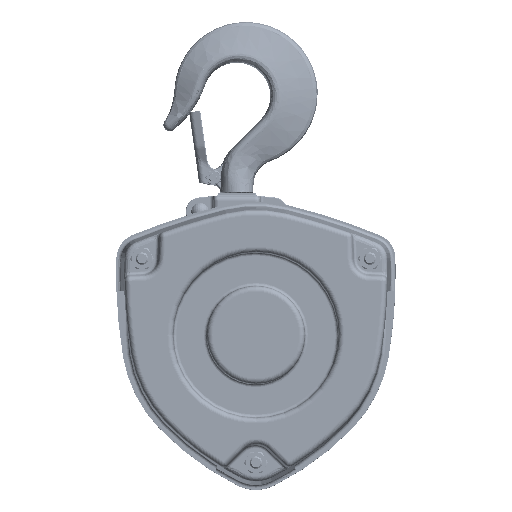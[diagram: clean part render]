
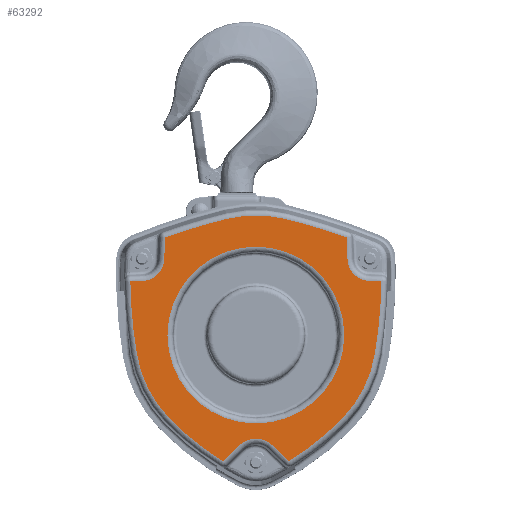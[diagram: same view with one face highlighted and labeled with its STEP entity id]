
A CAD part, top view. The second image highlights one B-rep face of the part: STEP entity #63292.
In plain terms, the highlighted planar face has unit normal (0, 0, 1).
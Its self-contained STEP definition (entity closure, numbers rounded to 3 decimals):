
#5522=LINE($,#93004,#8897);
#5523=LINE($,#93006,#8898);
#5524=LINE($,#93009,#8899);
#5525=LINE($,#93011,#8900);
#5526=LINE($,#93015,#8901);
#5527=LINE($,#93023,#8902);
#8897=VECTOR($,#75128,7.87);
#8898=VECTOR($,#75129,14.265);
#8899=VECTOR($,#75132,14.265);
#8900=VECTOR($,#75133,7.87);
#8901=VECTOR($,#75136,13.897);
#8902=VECTOR($,#75143,13.897);
#12558=FACE_BOUND($,#17298,.T.);
#13134=FACE_OUTER_BOUND($,#17297,.T.);
#17297=EDGE_LOOP($,(#42266,#42267,#42268,#42269,#42270,#42271,#42272,#42273,
#42274,#42275,#42276,#42277,#42278,#42279,#42280,#42281,#42282,#42283));
#17298=EDGE_LOOP($,(#42284));
#21708=CIRCLE($,#67553,75.638);
#21710=CIRCLE($,#67556,306.138);
#21856=CIRCLE($,#67771,306.138);
#21858=CIRCLE($,#67774,75.638);
#21860=CIRCLE($,#67777,171.138);
#21879=CIRCLE($,#67805,171.138);
#21880=CIRCLE($,#67807,15.023);
#21881=CIRCLE($,#67808,14.023);
#21882=CIRCLE($,#67809,391.138);
#21883=CIRCLE($,#67810,75.138);
#21884=CIRCLE($,#67811,391.138);
#21885=CIRCLE($,#67812,14.023);
#21886=CIRCLE($,#67813,55.465);
#25191=VERTEX_POINT($,#91899);
#25192=VERTEX_POINT($,#91901);
#25193=VERTEX_POINT($,#91905);
#25313=VERTEX_POINT($,#92825);
#25314=VERTEX_POINT($,#92829);
#25315=VERTEX_POINT($,#92833);
#25316=VERTEX_POINT($,#92837);
#25325=VERTEX_POINT($,#92997);
#25326=VERTEX_POINT($,#93003);
#25327=VERTEX_POINT($,#93005);
#25328=VERTEX_POINT($,#93007);
#25329=VERTEX_POINT($,#93010);
#25330=VERTEX_POINT($,#93012);
#25331=VERTEX_POINT($,#93014);
#25332=VERTEX_POINT($,#93016);
#25333=VERTEX_POINT($,#93018);
#25334=VERTEX_POINT($,#93020);
#25335=VERTEX_POINT($,#93022);
#25336=VERTEX_POINT($,#93025);
#31508=EDGE_CURVE($,#25191,#25192,#21708,.T.);
#31510=EDGE_CURVE($,#25192,#25193,#21710,.T.);
#31718=EDGE_CURVE($,#25313,#25314,#21856,.T.);
#31720=EDGE_CURVE($,#25314,#25315,#21858,.T.);
#31722=EDGE_CURVE($,#25315,#25316,#21860,.T.);
#31745=EDGE_CURVE($,#25325,#25191,#21879,.T.);
#31746=EDGE_CURVE($,#25193,#25326,#5522,.T.);
#31747=EDGE_CURVE($,#25327,#25325,#5523,.T.);
#31748=EDGE_CURVE($,#25328,#25327,#21880,.T.);
#31749=EDGE_CURVE($,#25316,#25328,#5524,.T.);
#31750=EDGE_CURVE($,#25329,#25313,#5525,.T.);
#31751=EDGE_CURVE($,#25330,#25329,#21881,.T.);
#31752=EDGE_CURVE($,#25331,#25330,#5526,.T.);
#31753=EDGE_CURVE($,#25332,#25331,#21882,.T.);
#31754=EDGE_CURVE($,#25333,#25332,#21883,.T.);
#31755=EDGE_CURVE($,#25334,#25333,#21884,.T.);
#31756=EDGE_CURVE($,#25335,#25334,#5527,.T.);
#31757=EDGE_CURVE($,#25326,#25335,#21885,.T.);
#31758=EDGE_CURVE($,#25336,#25336,#21886,.T.);
#42266=ORIENTED_EDGE($,*,*,#31746,.F.);
#42267=ORIENTED_EDGE($,*,*,#31510,.F.);
#42268=ORIENTED_EDGE($,*,*,#31508,.F.);
#42269=ORIENTED_EDGE($,*,*,#31745,.F.);
#42270=ORIENTED_EDGE($,*,*,#31747,.F.);
#42271=ORIENTED_EDGE($,*,*,#31748,.F.);
#42272=ORIENTED_EDGE($,*,*,#31749,.F.);
#42273=ORIENTED_EDGE($,*,*,#31722,.F.);
#42274=ORIENTED_EDGE($,*,*,#31720,.F.);
#42275=ORIENTED_EDGE($,*,*,#31718,.F.);
#42276=ORIENTED_EDGE($,*,*,#31750,.F.);
#42277=ORIENTED_EDGE($,*,*,#31751,.F.);
#42278=ORIENTED_EDGE($,*,*,#31752,.F.);
#42279=ORIENTED_EDGE($,*,*,#31753,.F.);
#42280=ORIENTED_EDGE($,*,*,#31754,.F.);
#42281=ORIENTED_EDGE($,*,*,#31755,.F.);
#42282=ORIENTED_EDGE($,*,*,#31756,.F.);
#42283=ORIENTED_EDGE($,*,*,#31757,.F.);
#42284=ORIENTED_EDGE($,*,*,#31758,.F.);
#61438=PLANE($,#67806);
#63292=ADVANCED_FACE($,(#13134,#12558),#61438,.T.);
#67553=AXIS2_PLACEMENT_3D($,#91902,#74574,#74575);
#67556=AXIS2_PLACEMENT_3D($,#91906,#74580,#74581);
#67771=AXIS2_PLACEMENT_3D($,#92830,#75054,#75055);
#67774=AXIS2_PLACEMENT_3D($,#92834,#75060,#75061);
#67777=AXIS2_PLACEMENT_3D($,#92838,#75066,#75067);
#67805=AXIS2_PLACEMENT_3D($,#93001,#75124,#75125);
#67806=AXIS2_PLACEMENT_3D($,#93002,#75126,#75127);
#67807=AXIS2_PLACEMENT_3D($,#93008,#75130,#75131);
#67808=AXIS2_PLACEMENT_3D($,#93013,#75134,#75135);
#67809=AXIS2_PLACEMENT_3D($,#93017,#75137,#75138);
#67810=AXIS2_PLACEMENT_3D($,#93019,#75139,#75140);
#67811=AXIS2_PLACEMENT_3D($,#93021,#75141,#75142);
#67812=AXIS2_PLACEMENT_3D($,#93024,#75144,#75145);
#67813=AXIS2_PLACEMENT_3D($,#93026,#75146,#75147);
#74574=DIRECTION('center_axis',(0.,0.,-1.));
#74575=DIRECTION('ref_axis',(-0.72,-0.694,0.));
#74580=DIRECTION('center_axis',(0.,0.,-1.));
#74581=DIRECTION('ref_axis',(-0.986,-0.165,0.));
#75054=DIRECTION('center_axis',(0.,0.,-1.));
#75055=DIRECTION('ref_axis',(1.,-0.016,0.));
#75060=DIRECTION('center_axis',(0.,0.,-1.));
#75061=DIRECTION('ref_axis',(0.986,-0.165,0.));
#75066=DIRECTION('center_axis',(0.,0.,-1.));
#75067=DIRECTION('ref_axis',(0.72,-0.694,0.));
#75124=DIRECTION('center_axis',(0.,0.,-1.));
#75125=DIRECTION('ref_axis',(-0.522,-0.853,0.));
#75126=DIRECTION('center_axis',(0.,0.,1.));
#75127=DIRECTION('ref_axis',(1.,0.,0.));
#75128=DIRECTION($,(0.999,0.044,0.));
#75129=DIRECTION($,(-0.719,-0.695,0.));
#75130=DIRECTION('center_axis',(0.,0.,1.));
#75131=DIRECTION('ref_axis',(0.695,0.719,0.));
#75132=DIRECTION($,(-0.719,0.695,0.));
#75133=DIRECTION($,(0.999,-0.044,0.));
#75134=DIRECTION('center_axis',(0.,0.,1.));
#75135=DIRECTION('ref_axis',(-0.999,-0.044,0.));
#75136=DIRECTION($,(0.044,-0.999,0.));
#75137=DIRECTION('center_axis',(0.,0.,-1.));
#75138=DIRECTION('ref_axis',(0.237,0.971,0.));
#75139=DIRECTION('center_axis',(0.,0.,-1.));
#75140=DIRECTION('ref_axis',(-0.237,0.971,0.));
#75141=DIRECTION('center_axis',(0.,0.,-1.));
#75142=DIRECTION('ref_axis',(-0.337,0.942,0.));
#75143=DIRECTION($,(0.044,0.999,0.));
#75144=DIRECTION('center_axis',(0.,0.,1.));
#75145=DIRECTION('ref_axis',(0.044,-0.999,0.));
#75146=DIRECTION('center_axis',(0.,0.,1.));
#75147=DIRECTION('ref_axis',(-1.,0.,0.));
#91899=CARTESIAN_POINT('',(-54.426,-52.025,68.3));
#91901=CARTESIAN_POINT('',(-74.604,-11.965,68.3));
#91902=CARTESIAN_POINT('Origin',(0.,0.5,68.3));
#91905=CARTESIAN_POINT('',(-78.751,33.647,68.3));
#91906=CARTESIAN_POINT('Origin',(227.349,38.485,68.3));
#92825=CARTESIAN_POINT('',(78.751,33.647,68.3));
#92829=CARTESIAN_POINT('',(74.604,-11.965,68.3));
#92830=CARTESIAN_POINT('Origin',(-227.349,38.485,68.3));
#92833=CARTESIAN_POINT('',(54.426,-52.025,68.3));
#92834=CARTESIAN_POINT('Origin',(0.,0.5,68.3));
#92837=CARTESIAN_POINT('',(20.697,-79.103,68.3));
#92838=CARTESIAN_POINT('Origin',(-68.718,66.818,68.3));
#92997=CARTESIAN_POINT('',(-20.697,-79.103,68.3));
#93001=CARTESIAN_POINT('Origin',(68.718,66.818,68.3));
#93002=CARTESIAN_POINT('Origin',(0.,-82.188,
68.3));
#93003=CARTESIAN_POINT('',(-70.888,33.991,68.3));
#93004=CARTESIAN_POINT($,(-78.751,33.647,68.3));
#93005=CARTESIAN_POINT('',(-10.436,-69.194,68.3));
#93006=CARTESIAN_POINT($,(-10.436,-69.194,68.3));
#93007=CARTESIAN_POINT('',(10.436,-69.194,68.3));
#93008=CARTESIAN_POINT('Origin',(0.,-80.,68.3));
#93009=CARTESIAN_POINT($,(20.697,-79.103,68.3));
#93010=CARTESIAN_POINT('',(70.888,33.991,68.3));
#93011=CARTESIAN_POINT($,(70.888,33.991,68.3));
#93012=CARTESIAN_POINT('',(57.491,47.388,68.3));
#93013=CARTESIAN_POINT('Origin',(71.5,48.,68.3));
#93014=CARTESIAN_POINT('',(56.885,61.272,68.3));
#93015=CARTESIAN_POINT($,(56.885,61.272,68.3));
#93016=CARTESIAN_POINT('',(17.813,72.996,68.3));
#93017=CARTESIAN_POINT('Origin',(-74.913,-306.992,68.3));
#93018=CARTESIAN_POINT('',(-17.813,72.996,68.3));
#93019=CARTESIAN_POINT('Origin',(0.,0.,
68.3));
#93020=CARTESIAN_POINT('',(-56.885,61.272,68.3));
#93021=CARTESIAN_POINT('Origin',(74.913,-306.992,68.3));
#93022=CARTESIAN_POINT('',(-57.491,47.388,68.3));
#93023=CARTESIAN_POINT($,(-57.491,47.388,68.3));
#93024=CARTESIAN_POINT('Origin',(-71.5,48.,68.3));
#93025=CARTESIAN_POINT('',(55.465,0.,68.3));
#93026=CARTESIAN_POINT('Origin',(0.,0.,
68.3));
